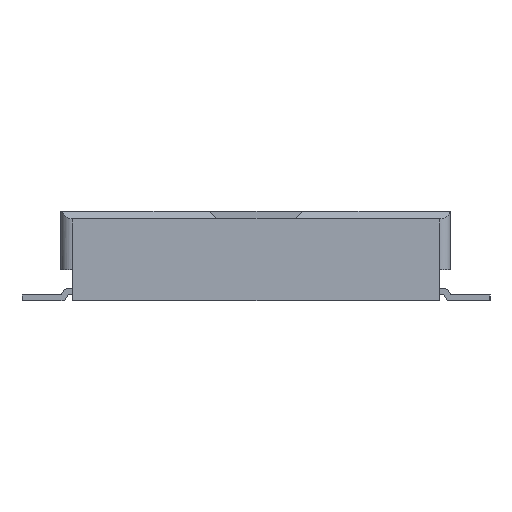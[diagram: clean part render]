
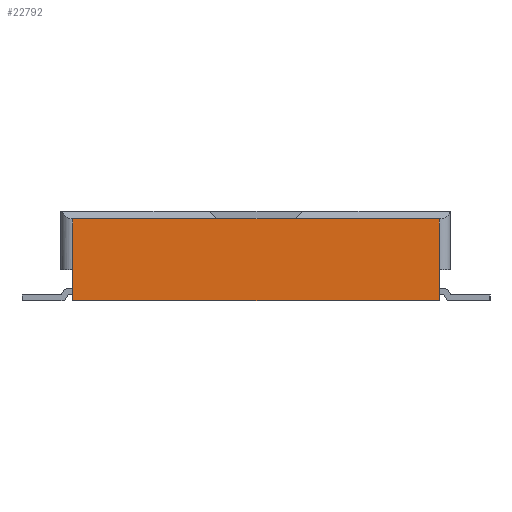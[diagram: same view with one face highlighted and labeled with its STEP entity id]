
A CAD part, left-side view. The second image highlights one B-rep face of the part: STEP entity #22792.
In plain terms, the highlighted planar face has unit normal (-1, 0, 0).
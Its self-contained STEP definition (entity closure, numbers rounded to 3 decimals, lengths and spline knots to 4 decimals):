
#327 = VERTEX_POINT('',#328);
#328 = CARTESIAN_POINT('',(-11.3,-2.35,0.4));
#3836 = EDGE_CURVE('',#327,#3837,#3839,.T.);
#3837 = VERTEX_POINT('',#3838);
#3838 = CARTESIAN_POINT('',(-11.3,-2.35,1.05));
#3839 = LINE('',#3840,#3841);
#3840 = CARTESIAN_POINT('',(-11.3,-2.35,0.));
#3841 = VECTOR('',#3842,1.);
#3842 = DIRECTION('',(0.,0.,1.));
#3860 = VERTEX_POINT('',#3861);
#3861 = CARTESIAN_POINT('',(-11.3,-2.35,0.));
#3876 = EDGE_CURVE('',#327,#3860,#3877,.T.);
#3877 = LINE('',#3878,#3879);
#3878 = CARTESIAN_POINT('',(-11.3,-2.35,0.4));
#3879 = VECTOR('',#3880,1.);
#3880 = DIRECTION('',(0.,0.,-1.));
#5332 = VERTEX_POINT('',#5333);
#5333 = CARTESIAN_POINT('',(-11.3,-0.501,1.05));
#5341 = EDGE_CURVE('',#5332,#3837,#5342,.T.);
#5342 = LINE('',#5343,#5344);
#5343 = CARTESIAN_POINT('',(-11.3,2.5,1.05));
#5344 = VECTOR('',#5345,1.);
#5345 = DIRECTION('',(0.,-1.,0.));
#22792 = ADVANCED_FACE('',(#22793),#22836,.F.);
#22793 = FACE_BOUND('',#22794,.F.);
#22794 = EDGE_LOOP('',(#22795,#22805,#22811,#22812,#22813,#22814,#22822,
#22830));
#22795 = ORIENTED_EDGE('',*,*,#22796,.T.);
#22796 = EDGE_CURVE('',#22797,#22799,#22801,.T.);
#22797 = VERTEX_POINT('',#22798);
#22798 = CARTESIAN_POINT('',(-11.3,2.35,1.05));
#22799 = VERTEX_POINT('',#22800);
#22800 = CARTESIAN_POINT('',(-11.3,0.501,1.05));
#22801 = LINE('',#22802,#22803);
#22802 = CARTESIAN_POINT('',(-11.3,2.5,1.05));
#22803 = VECTOR('',#22804,1.);
#22804 = DIRECTION('',(0.,-1.,0.));
#22805 = ORIENTED_EDGE('',*,*,#22806,.T.);
#22806 = EDGE_CURVE('',#22799,#5332,#22807,.T.);
#22807 = LINE('',#22808,#22809);
#22808 = CARTESIAN_POINT('',(-11.3,2.5,1.05));
#22809 = VECTOR('',#22810,1.);
#22810 = DIRECTION('',(0.,-1.,0.));
#22811 = ORIENTED_EDGE('',*,*,#5341,.T.);
#22812 = ORIENTED_EDGE('',*,*,#3836,.F.);
#22813 = ORIENTED_EDGE('',*,*,#3876,.T.);
#22814 = ORIENTED_EDGE('',*,*,#22815,.F.);
#22815 = EDGE_CURVE('',#22816,#3860,#22818,.T.);
#22816 = VERTEX_POINT('',#22817);
#22817 = CARTESIAN_POINT('',(-11.3,2.35,0.));
#22818 = LINE('',#22819,#22820);
#22819 = CARTESIAN_POINT('',(-11.3,2.5,0.));
#22820 = VECTOR('',#22821,1.);
#22821 = DIRECTION('',(0.,-1.,0.));
#22822 = ORIENTED_EDGE('',*,*,#22823,.F.);
#22823 = EDGE_CURVE('',#22824,#22816,#22826,.T.);
#22824 = VERTEX_POINT('',#22825);
#22825 = CARTESIAN_POINT('',(-11.3,2.35,0.4));
#22826 = LINE('',#22827,#22828);
#22827 = CARTESIAN_POINT('',(-11.3,2.35,0.4));
#22828 = VECTOR('',#22829,1.);
#22829 = DIRECTION('',(-0.,0.,-1.));
#22830 = ORIENTED_EDGE('',*,*,#22831,.T.);
#22831 = EDGE_CURVE('',#22824,#22797,#22832,.T.);
#22832 = LINE('',#22833,#22834);
#22833 = CARTESIAN_POINT('',(-11.3,2.35,0.));
#22834 = VECTOR('',#22835,1.);
#22835 = DIRECTION('',(0.,0.,1.));
#22836 = PLANE('',#22837);
#22837 = AXIS2_PLACEMENT_3D('',#22838,#22839,#22840);
#22838 = CARTESIAN_POINT('',(-11.3,2.5,0.));
#22839 = DIRECTION('',(1.,0.,0.));
#22840 = DIRECTION('',(0.,-1.,0.));
